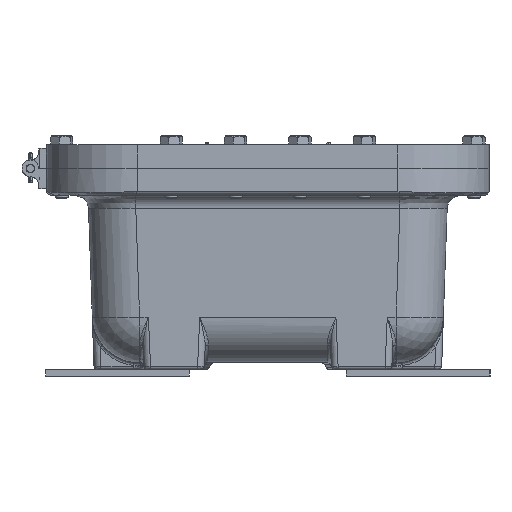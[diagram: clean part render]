
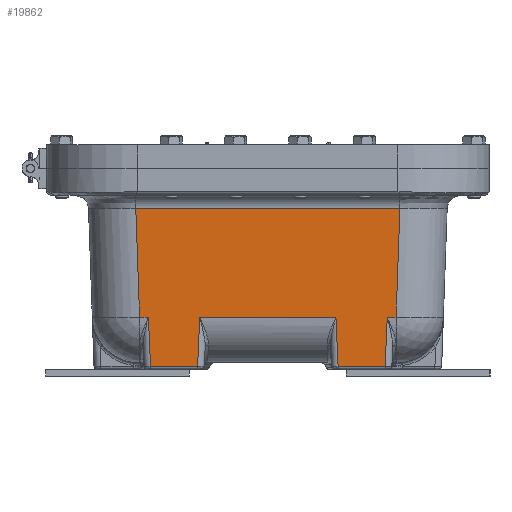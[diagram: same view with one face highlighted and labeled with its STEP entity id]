
A CAD part, front view. The second image highlights one B-rep face of the part: STEP entity #19862.
In plain terms, the highlighted planar face has unit normal (0, -0.999, -0.035).
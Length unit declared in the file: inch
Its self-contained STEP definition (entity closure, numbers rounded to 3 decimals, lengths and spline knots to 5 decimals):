
#1412=PLANE('',#21517);
#2185=FACE_OUTER_BOUND('',#3400,.T.);
#3400=EDGE_LOOP('',(#15878,#15879,#15880,#15881,#15882,#15883,#15884,#15885,
#15886,#15887,#15888,#15889));
#5649=LINE('',#35117,#7049);
#5650=LINE('',#35122,#7050);
#5653=LINE('',#35360,#7053);
#5654=LINE('',#35378,#7054);
#5696=LINE('',#36151,#7096);
#5697=LINE('',#36154,#7097);
#5698=LINE('',#36156,#7098);
#5699=LINE('',#36158,#7099);
#5700=LINE('',#36159,#7100);
#5701=LINE('',#36161,#7101);
#5702=LINE('',#36163,#7102);
#5703=LINE('',#36164,#7103);
#7049=VECTOR('',#24794,0.3937);
#7050=VECTOR('',#24801,0.3937);
#7053=VECTOR('',#24830,0.3937);
#7054=VECTOR('',#24837,0.3937);
#7096=VECTOR('',#25033,0.3937);
#7097=VECTOR('',#25036,0.3937);
#7098=VECTOR('',#25037,0.3937);
#7099=VECTOR('',#25038,0.3937);
#7100=VECTOR('',#25039,0.3937);
#7101=VECTOR('',#25040,0.3937);
#7102=VECTOR('',#25041,0.3937);
#7103=VECTOR('',#25042,0.3937);
#9090=VERTEX_POINT('',#35052);
#9094=VERTEX_POINT('',#35116);
#9095=VERTEX_POINT('',#35120);
#9100=VERTEX_POINT('',#35230);
#9101=VERTEX_POINT('',#35359);
#9103=VERTEX_POINT('',#35376);
#9110=VERTEX_POINT('',#35440);
#9162=VERTEX_POINT('',#36153);
#9163=VERTEX_POINT('',#36155);
#9164=VERTEX_POINT('',#36157);
#9165=VERTEX_POINT('',#36160);
#9166=VERTEX_POINT('',#36162);
#11465=EDGE_CURVE('',#9090,#9094,#5649,.T.);
#11468=EDGE_CURVE('',#9095,#9090,#5650,.T.);
#11482=EDGE_CURVE('',#9100,#9101,#5653,.T.);
#11486=EDGE_CURVE('',#9103,#9100,#5654,.T.);
#11590=EDGE_CURVE('',#9094,#9103,#5696,.T.);
#11591=EDGE_CURVE('',#9162,#9095,#5697,.T.);
#11592=EDGE_CURVE('',#9163,#9162,#5698,.T.);
#11593=EDGE_CURVE('',#9164,#9163,#5699,.T.);
#11594=EDGE_CURVE('',#9110,#9164,#5700,.T.);
#11595=EDGE_CURVE('',#9165,#9110,#5701,.T.);
#11596=EDGE_CURVE('',#9166,#9165,#5702,.T.);
#11597=EDGE_CURVE('',#9101,#9166,#5703,.T.);
#15878=ORIENTED_EDGE('',*,*,#11486,.F.);
#15879=ORIENTED_EDGE('',*,*,#11590,.F.);
#15880=ORIENTED_EDGE('',*,*,#11465,.F.);
#15881=ORIENTED_EDGE('',*,*,#11468,.F.);
#15882=ORIENTED_EDGE('',*,*,#11591,.F.);
#15883=ORIENTED_EDGE('',*,*,#11592,.F.);
#15884=ORIENTED_EDGE('',*,*,#11593,.F.);
#15885=ORIENTED_EDGE('',*,*,#11594,.F.);
#15886=ORIENTED_EDGE('',*,*,#11595,.F.);
#15887=ORIENTED_EDGE('',*,*,#11596,.F.);
#15888=ORIENTED_EDGE('',*,*,#11597,.F.);
#15889=ORIENTED_EDGE('',*,*,#11482,.F.);
#19862=ADVANCED_FACE('',(#2185),#1412,.T.);
#21517=AXIS2_PLACEMENT_3D('',#36152,#25034,#25035);
#24794=DIRECTION('',(-0.044,0.035,-0.998));
#24801=DIRECTION('',(-1.,0.,0.));
#24830=DIRECTION('',(-1.,0.,0.));
#24837=DIRECTION('',(-0.044,-0.035,0.998));
#25033=DIRECTION('',(-1.,0.,0.));
#25034=DIRECTION('center_axis',(0.,-0.999,-0.035));
#25035=DIRECTION('ref_axis',(-1.,0.,0.));
#25036=DIRECTION('',(-0.035,0.035,-0.999));
#25037=DIRECTION('',(1.,0.,0.));
#25038=DIRECTION('',(-0.035,-0.035,0.999));
#25039=DIRECTION('',(-1.,0.,0.));
#25040=DIRECTION('',(-0.044,-0.035,0.998));
#25041=DIRECTION('',(-1.,0.,0.));
#25042=DIRECTION('',(-0.044,0.035,-0.998));
#35052=CARTESIAN_POINT('',(4.41763,-12.49376,-5.56107));
#35116=CARTESIAN_POINT('',(4.33824,-12.43026,-7.37936));
#35117=CARTESIAN_POINT('',(4.48636,-12.54873,-3.98696));
#35120=CARTESIAN_POINT('',(4.74483,-12.49376,-5.56107));
#35122=CARTESIAN_POINT('',(-2.96875,-12.49376,-5.56107));
#35230=CARTESIAN_POINT('',(2.51987,-12.49376,-5.56107));
#35359=CARTESIAN_POINT('',(-2.51987,-12.49376,-5.56107));
#35360=CARTESIAN_POINT('',(-2.96875,-12.49376,-5.56107));
#35376=CARTESIAN_POINT('',(2.59926,-12.43026,-7.37936));
#35378=CARTESIAN_POINT('',(2.43602,-12.56083,-3.64055));
#35440=CARTESIAN_POINT('',(-4.41763,-12.49376,-5.56107));
#36151=CARTESIAN_POINT('',(-0.84737,-12.43026,-7.37936));
#36152=CARTESIAN_POINT('Origin',(-5.9375,-12.68704,-0.02617));
#36153=CARTESIAN_POINT('',(4.88507,-12.634,-1.54505));
#36154=CARTESIAN_POINT('',(4.9321,-12.68104,-0.1982));
#36155=CARTESIAN_POINT('',(-4.88507,-12.634,-1.54505));
#36156=CARTESIAN_POINT('',(-2.96875,-12.634,-1.54505));
#36157=CARTESIAN_POINT('',(-4.74483,-12.49376,-5.56107));
#36158=CARTESIAN_POINT('',(-4.9248,-12.67374,-0.40721));
#36159=CARTESIAN_POINT('',(-2.96875,-12.49376,-5.56107));
#36160=CARTESIAN_POINT('',(-4.33824,-12.43026,-7.37936));
#36161=CARTESIAN_POINT('',(-4.49764,-12.55775,-3.72854));
#36162=CARTESIAN_POINT('',(-2.59926,-12.43026,-7.37936));
#36163=CARTESIAN_POINT('',(-5.09013,-12.43026,-7.37936));
#36164=CARTESIAN_POINT('',(-2.4473,-12.5518,-3.89898));
